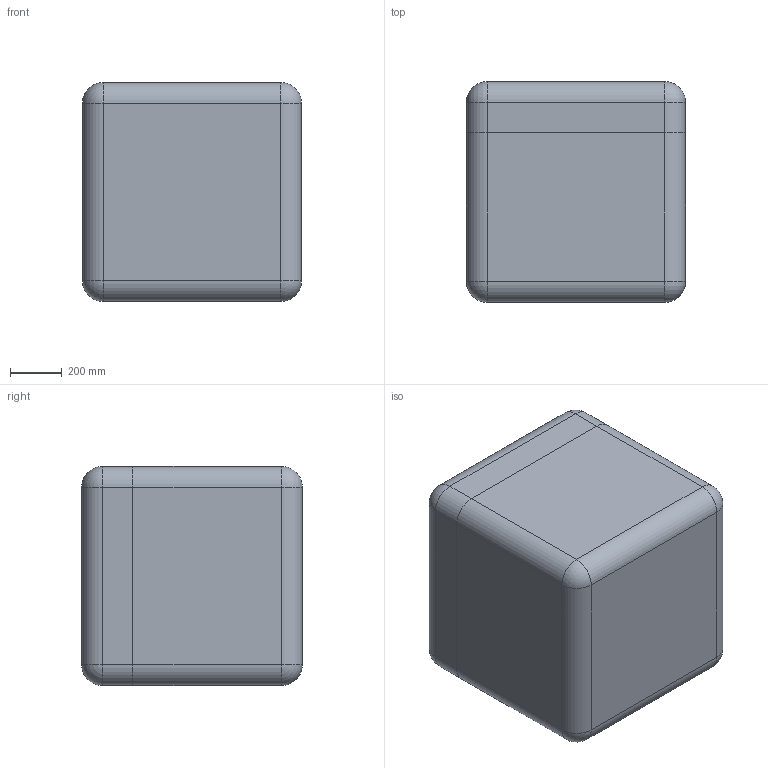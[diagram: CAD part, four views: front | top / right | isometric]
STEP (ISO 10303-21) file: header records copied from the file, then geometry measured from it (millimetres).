
FILE_DESCRIPTION (( 'STEP AP214' ), '1' );
FILE_NAME ('Êîíòåéíåð ÀÄÌÈÐÀË®ÏÐÎÔÅÑÑÈÎÍÀËÜÍÛÅ 141_óïðîùåííàÿ 3D-ìîäåëü.STEP', '2025-08-28T06:45:45', ( '' ), ( '' ), 'SwSTEP 2.0', 'SolidWorks 2021', '' );
FILE_SCHEMA (( 'AUTOMOTIVE_DESIGN' ));
Length unit declared in the file: millimetre
Products named in the file (3): Êîíòåéíåð ÀÄÌÈÐÀË®ÏÐÎÔÅÑÑÈÎÍÀËÜÍÛÅ 141_óïðîùåííàÿ 3D-ìîäåëü; Base 143 óïð; Lid 137(óïð)
Assembly tree (2 placements, depth 2):
  Êîíòåéíåð ÀÄÌÈÐÀË®ÏÐÎÔÅÑÑÈÎÍÀËÜÍÛÅ 141_óïðîùåííàÿ 3D-ìîäåëü
    Base 143 óïð
    Lid 137(óïð)
Bounding box: 843.82 x 849.62 x 843.83 mm (x, y, z)
Volume: 201834529.9 mm3; surface area: 8612632.6 mm2
Topology: 2 solids, 2 shells, 1463 faces, 3642 edges, 2122 vertices
Faces by surface type: cylinder 552, plane 323, bspline 288, torus 244, sphere 32, cone 24
Entity records: 51501 total; most frequent: CARTESIAN_POINT 18742, ORIENTED_EDGE 7152, DIRECTION 6714, EDGE_CURVE 3576, AXIS2_PLACEMENT_3D 2683, VERTEX_POINT 2122, CIRCLE 1503, EDGE_LOOP 1484
